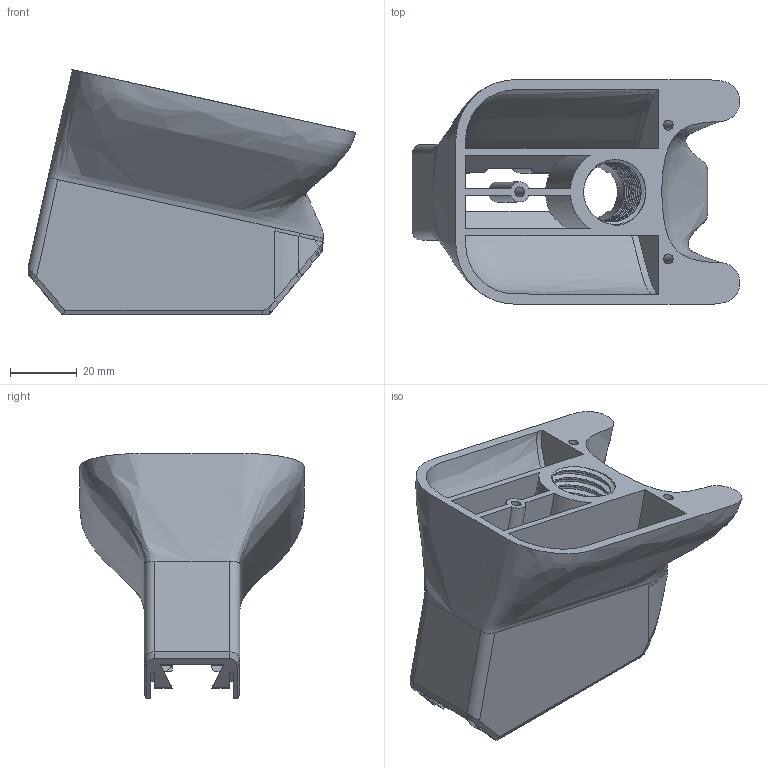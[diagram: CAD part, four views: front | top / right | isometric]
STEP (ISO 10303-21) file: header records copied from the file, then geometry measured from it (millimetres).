
FILE_DESCRIPTION(/* description */ (''),/* implementation_level */ '2;1');
FILE_NAME(/* name */ 'gehgäuse oben.step',/* time_stamp */ '2021-12-01T20:00:55+01:00',/* author */ (''),/* organization */ (''),/* preprocessor_version */ 'ST-DEVELOPER v18.1',/* originating_system */ 'Autodesk Translation Framework v10.10.0.1391',/* authorisation */ '');
FILE_SCHEMA (('AUTOMOTIVE_DESIGN { 1 0 10303 214 3 1 1 }'));
Length unit declared in the file: millimetre
Products named in the file (1): gehgäuse oben
Bounding box: 97.98 x 67 x 73.16 mm (x, y, z)
Volume: 90021.2 mm3; surface area: 42655.6 mm2
Topology: 1 solids, 1 shells, 186 faces, 567 edges, 384 vertices
Faces by surface type: plane 90, bspline 49, cylinder 45, torus 2
Full cylindrical faces by diameter (mm): 3 x3, 17.919 x10, 20.293 x9
Entity records: 23108 total; most frequent: CARTESIAN_POINT 18489, ORIENTED_EDGE 1132, DIRECTION 687, EDGE_CURVE 566, VERTEX_POINT 384, LINE 277, VECTOR 277, B_SPLINE_CURVE_WITH_KNOTS 222
